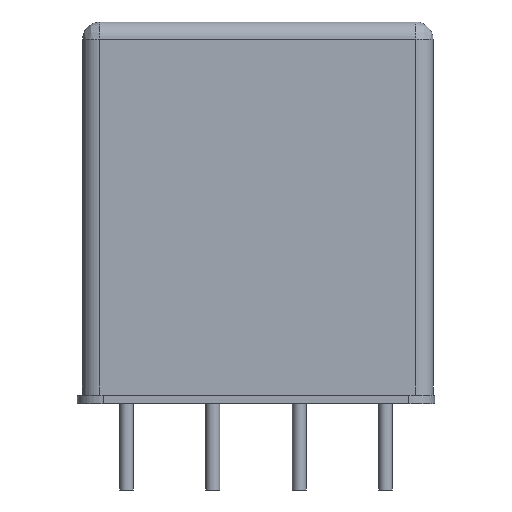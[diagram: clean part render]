
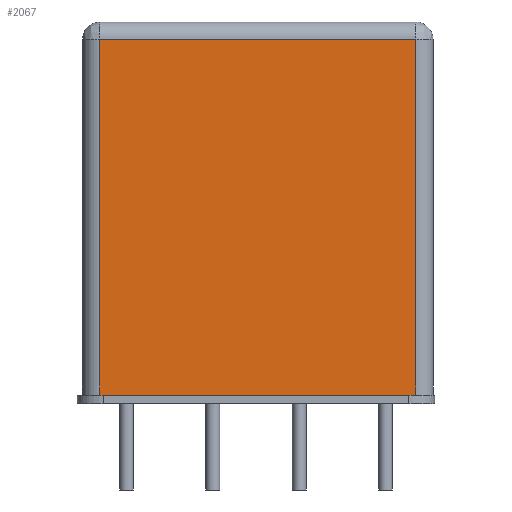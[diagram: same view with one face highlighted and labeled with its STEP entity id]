
A CAD part, front view. The second image highlights one B-rep face of the part: STEP entity #2067.
In plain terms, the highlighted face is planar.
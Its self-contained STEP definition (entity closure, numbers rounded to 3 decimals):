
#3 = LINE ( 'NONE', #6447, #5189 ) ;
#66 = DIRECTION ( 'NONE',  ( 0., -1., 0. ) ) ;
#136 = AXIS2_PLACEMENT_3D ( 'NONE', #5480, #3019, #5571 ) ;
#209 = EDGE_CURVE ( 'NONE', #2877, #4239, #707, .T. ) ;
#461 = EDGE_CURVE ( 'NONE', #5727, #2877, #4716, .T. ) ;
#554 = VECTOR ( 'NONE', #5567, 1000. ) ;
#707 = LINE ( 'NONE', #2530, #554 ) ;
#730 = CARTESIAN_POINT ( 'NONE',  ( -9.15, 9.8, 4.85 ) ) ;
#1052 = CARTESIAN_POINT ( 'NONE',  ( 9.15, -10.8, 4.85 ) ) ;
#1403 = EDGE_LOOP ( 'NONE', ( #5262, #3813, #5878, #2566 ) ) ;
#1553 = DIRECTION ( 'NONE',  ( -1., 0., 0. ) ) ;
#1660 = CARTESIAN_POINT ( 'NONE',  ( -9.15, -10.8, 4.85 ) ) ;
#1712 = FACE_OUTER_BOUND ( 'NONE', #1403, .T. ) ;
#1728 = CARTESIAN_POINT ( 'NONE',  ( -10.15, -10.8, 4.85 ) ) ;
#1895 = CARTESIAN_POINT ( 'NONE',  ( 9.15, 9.8, 4.85 ) ) ;
#2067 = ADVANCED_FACE ( 'NONE', ( #1712 ), #6090, .T. ) ;
#2498 = CARTESIAN_POINT ( 'NONE',  ( -10.15, 9.8, 4.85 ) ) ;
#2530 = CARTESIAN_POINT ( 'NONE',  ( 9.15, -10.8, 4.85 ) ) ;
#2566 = ORIENTED_EDGE ( 'NONE', *, *, #3514, .T. ) ;
#2753 = VECTOR ( 'NONE', #4658, 1000. ) ;
#2877 = VERTEX_POINT ( 'NONE', #1052 ) ;
#3019 = DIRECTION ( 'NONE',  ( 0., 0., 1. ) ) ;
#3228 = LINE ( 'NONE', #2498, #4561 ) ;
#3514 = EDGE_CURVE ( 'NONE', #4030, #5727, #3, .T. ) ;
#3813 = ORIENTED_EDGE ( 'NONE', *, *, #209, .T. ) ;
#4030 = VERTEX_POINT ( 'NONE', #730 ) ;
#4239 = VERTEX_POINT ( 'NONE', #1895 ) ;
#4561 = VECTOR ( 'NONE', #1553, 1000. ) ;
#4658 = DIRECTION ( 'NONE',  ( 1., 0., 0. ) ) ;
#4716 = LINE ( 'NONE', #1728, #2753 ) ;
#5189 = VECTOR ( 'NONE', #66, 1000. ) ;
#5262 = ORIENTED_EDGE ( 'NONE', *, *, #461, .T. ) ;
#5466 = EDGE_CURVE ( 'NONE', #4239, #4030, #3228, .T. ) ;
#5480 = CARTESIAN_POINT ( 'NONE',  ( -10.15, -10.8, 4.85 ) ) ;
#5567 = DIRECTION ( 'NONE',  ( 0., 1., 0. ) ) ;
#5571 = DIRECTION ( 'NONE',  ( 1., 0., 0. ) ) ;
#5727 = VERTEX_POINT ( 'NONE', #1660 ) ;
#5878 = ORIENTED_EDGE ( 'NONE', *, *, #5466, .T. ) ;
#6090 = PLANE ( 'NONE',  #136 ) ;
#6447 = CARTESIAN_POINT ( 'NONE',  ( -9.15, -10.8, 4.85 ) ) ;
